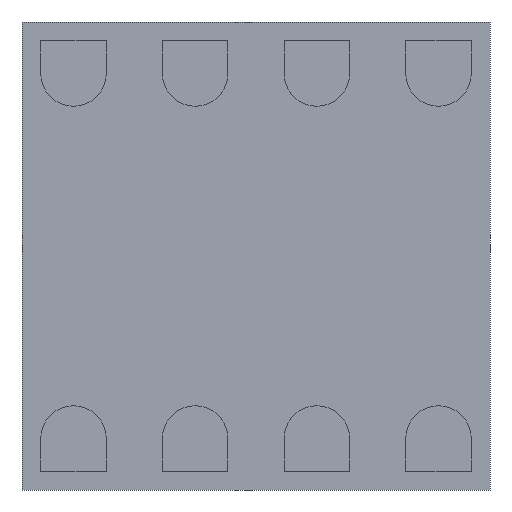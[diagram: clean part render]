
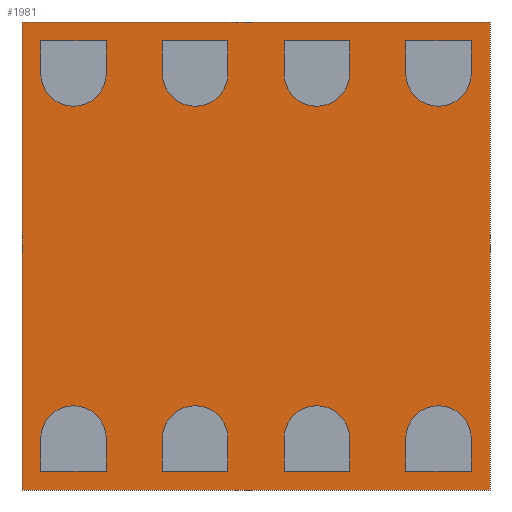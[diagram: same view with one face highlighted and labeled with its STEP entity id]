
A CAD part, front view. The second image highlights one B-rep face of the part: STEP entity #1981.
In plain terms, the highlighted planar face has unit normal (0, -1, 0).
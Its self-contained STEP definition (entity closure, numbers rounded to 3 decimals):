
#1824 = CARTESIAN_POINT ( 'NONE',  ( -1.25, 0.05, -1.25 ) ) ;
#1825 = VERTEX_POINT ( 'NONE', #1824 ) ;
#1826 = CARTESIAN_POINT ( 'NONE',  ( -1.25, 0.05, 1.25 ) ) ;
#1827 = VERTEX_POINT ( 'NONE', #1826 ) ;
#1828 = CARTESIAN_POINT ( 'NONE',  ( -1.25, 0.05, 1.25 ) ) ;
#1829 = DIRECTION ( 'NONE',  ( 0., 0., 1. ) ) ;
#1830 = VECTOR ( 'NONE', #1829, 1000. ) ;
#1831 = LINE ( 'NONE', #1828, #1830 ) ;
#1832 = EDGE_CURVE ( 'NONE', #1825, #1827, #1831, .T. ) ;
#1864 = CARTESIAN_POINT ( 'NONE',  ( 1.25, 0.05, 1.25 ) ) ;
#1865 = VERTEX_POINT ( 'NONE', #1864 ) ;
#1866 = CARTESIAN_POINT ( 'NONE',  ( 1.25, 0.05, 1.25 ) ) ;
#1867 = DIRECTION ( 'NONE',  ( 1., 0., 0. ) ) ;
#1868 = VECTOR ( 'NONE', #1867, 1000. ) ;
#1869 = LINE ( 'NONE', #1866, #1868 ) ;
#1870 = EDGE_CURVE ( 'NONE', #1827, #1865, #1869, .T. ) ;
#1895 = CARTESIAN_POINT ( 'NONE',  ( 1.25, 0.05, -1.25 ) ) ;
#1896 = VERTEX_POINT ( 'NONE', #1895 ) ;
#1897 = CARTESIAN_POINT ( 'NONE',  ( 1.25, 0.05, 1.25 ) ) ;
#1898 = DIRECTION ( 'NONE',  ( 0., 0., -1. ) ) ;
#1899 = VECTOR ( 'NONE', #1898, 1000. ) ;
#1900 = LINE ( 'NONE', #1897, #1899 ) ;
#1901 = EDGE_CURVE ( 'NONE', #1865, #1896, #1900, .T. ) ;
#1926 = CARTESIAN_POINT ( 'NONE',  ( 1.25, 0.05, -1.25 ) ) ;
#1927 = DIRECTION ( 'NONE',  ( -1., 0., 0. ) ) ;
#1928 = VECTOR ( 'NONE', #1927, 1000. ) ;
#1929 = LINE ( 'NONE', #1926, #1928 ) ;
#1930 = EDGE_CURVE ( 'NONE', #1896, #1825, #1929, .T. ) ;
#1970 = ORIENTED_EDGE ( 'NONE', *, *, #1832, .F. ) ;
#1971 = ORIENTED_EDGE ( 'NONE', *, *, #1930, .F. ) ;
#1972 = ORIENTED_EDGE ( 'NONE', *, *, #1901, .F. ) ;
#1973 = ORIENTED_EDGE ( 'NONE', *, *, #1870, .F. ) ;
#1974 = EDGE_LOOP ( 'NONE', ( #1970, #1971, #1972, #1973 ) ) ;
#1975 = FACE_OUTER_BOUND ( 'NONE', #1974, .T. ) ;
#1976 = CARTESIAN_POINT ( 'NONE',  ( 0., 0.05, 0. ) ) ;
#1977 = DIRECTION ( 'NONE',  ( 0., 1., 0. ) ) ;
#1978 = DIRECTION ( 'NONE',  ( 0., 0., 1. ) ) ;
#1979 = AXIS2_PLACEMENT_3D ( 'NONE', #1976, #1977, #1978 ) ;
#1980 = PLANE ( 'NONE', #1979 ) ;
#1981 = ADVANCED_FACE ( 'NONE', ( #1975 ), #1980, .F. ) ;
